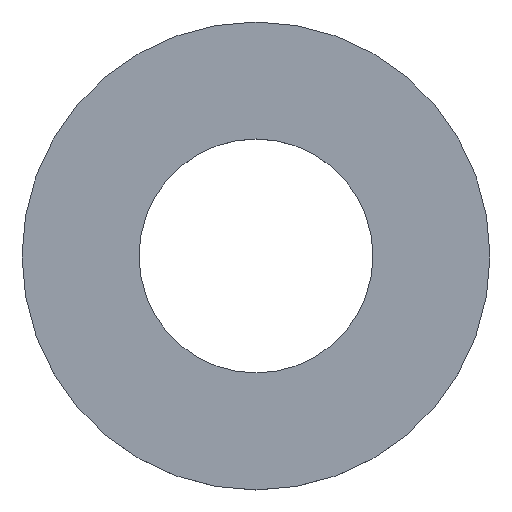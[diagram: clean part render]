
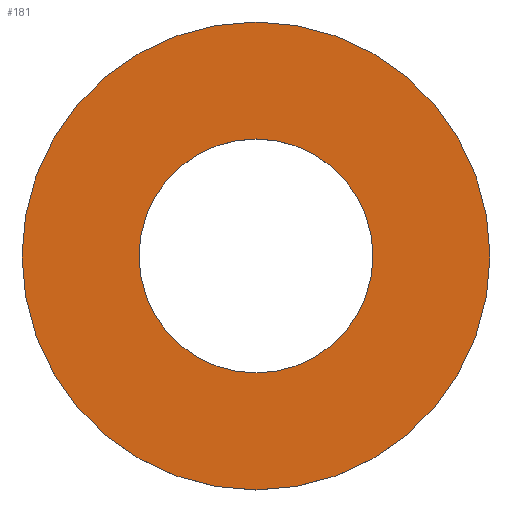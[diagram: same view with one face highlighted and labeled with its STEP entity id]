
A CAD part, top view. The second image highlights one B-rep face of the part: STEP entity #181.
In plain terms, the highlighted planar face has unit normal (0, 0, 1).
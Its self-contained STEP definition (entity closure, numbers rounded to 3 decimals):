
#3 = CARTESIAN_POINT ( 'NONE',  ( 0., 0., 1. ) ) ;
#9 = AXIS2_PLACEMENT_3D ( 'NONE', #226, #131, #224 ) ;
#20 = VERTEX_POINT ( 'NONE', #85 ) ;
#23 = EDGE_CURVE ( 'NONE', #20, #196, #72, .T. ) ;
#31 = PLANE ( 'NONE',  #121 ) ;
#32 = CIRCLE ( 'NONE', #9, 12.7 ) ;
#37 = EDGE_LOOP ( 'NONE', ( #123, #240 ) ) ;
#45 = AXIS2_PLACEMENT_3D ( 'NONE', #140, #217, #124 ) ;
#50 = EDGE_LOOP ( 'NONE', ( #89, #232 ) ) ;
#52 = AXIS2_PLACEMENT_3D ( 'NONE', #3, #104, #162 ) ;
#55 = CARTESIAN_POINT ( 'NONE',  ( 0., 0., 1. ) ) ;
#57 = DIRECTION ( 'NONE',  ( 1., 0., 0. ) ) ;
#61 = EDGE_CURVE ( 'NONE', #71, #132, #228, .T. ) ;
#71 = VERTEX_POINT ( 'NONE', #184 ) ;
#72 = CIRCLE ( 'NONE', #239, 12.7 ) ;
#83 = DIRECTION ( 'NONE',  ( 1., 0., 0. ) ) ;
#85 = CARTESIAN_POINT ( 'NONE',  ( -12.7, 0., 1. ) ) ;
#89 = ORIENTED_EDGE ( 'NONE', *, *, #23, .T. ) ;
#98 = EDGE_CURVE ( 'NONE', #132, #71, #119, .T. ) ;
#104 = DIRECTION ( 'NONE',  ( 0., 0., 1. ) ) ;
#112 = FACE_BOUND ( 'NONE', #37, .T. ) ;
#119 = CIRCLE ( 'NONE', #52, 6.35 ) ;
#121 = AXIS2_PLACEMENT_3D ( 'NONE', #55, #208, #57 ) ;
#123 = ORIENTED_EDGE ( 'NONE', *, *, #98, .F. ) ;
#124 = DIRECTION ( 'NONE',  ( 1., 0., 0. ) ) ;
#131 = DIRECTION ( 'NONE',  ( 0., 0., 1. ) ) ;
#132 = VERTEX_POINT ( 'NONE', #183 ) ;
#140 = CARTESIAN_POINT ( 'NONE',  ( 0., 0., 1. ) ) ;
#158 = CARTESIAN_POINT ( 'NONE',  ( 0., 0., 1. ) ) ;
#162 = DIRECTION ( 'NONE',  ( 1., 0., 0. ) ) ;
#179 = DIRECTION ( 'NONE',  ( 0., 0., 1. ) ) ;
#181 = ADVANCED_FACE ( 'NONE', ( #215, #112 ), #31, .T. ) ;
#183 = CARTESIAN_POINT ( 'NONE',  ( -6.35, 0., 1. ) ) ;
#184 = CARTESIAN_POINT ( 'NONE',  ( 6.35, 0., 1. ) ) ;
#196 = VERTEX_POINT ( 'NONE', #197 ) ;
#197 = CARTESIAN_POINT ( 'NONE',  ( 12.7, 0., 1. ) ) ;
#208 = DIRECTION ( 'NONE',  ( 0., 0., 1. ) ) ;
#215 = FACE_OUTER_BOUND ( 'NONE', #50, .T. ) ;
#217 = DIRECTION ( 'NONE',  ( 0., 0., 1. ) ) ;
#221 = EDGE_CURVE ( 'NONE', #196, #20, #32, .T. ) ;
#224 = DIRECTION ( 'NONE',  ( 1., 0., 0. ) ) ;
#226 = CARTESIAN_POINT ( 'NONE',  ( 0., 0., 1. ) ) ;
#228 = CIRCLE ( 'NONE', #45, 6.35 ) ;
#232 = ORIENTED_EDGE ( 'NONE', *, *, #221, .T. ) ;
#239 = AXIS2_PLACEMENT_3D ( 'NONE', #158, #179, #83 ) ;
#240 = ORIENTED_EDGE ( 'NONE', *, *, #61, .F. ) ;
